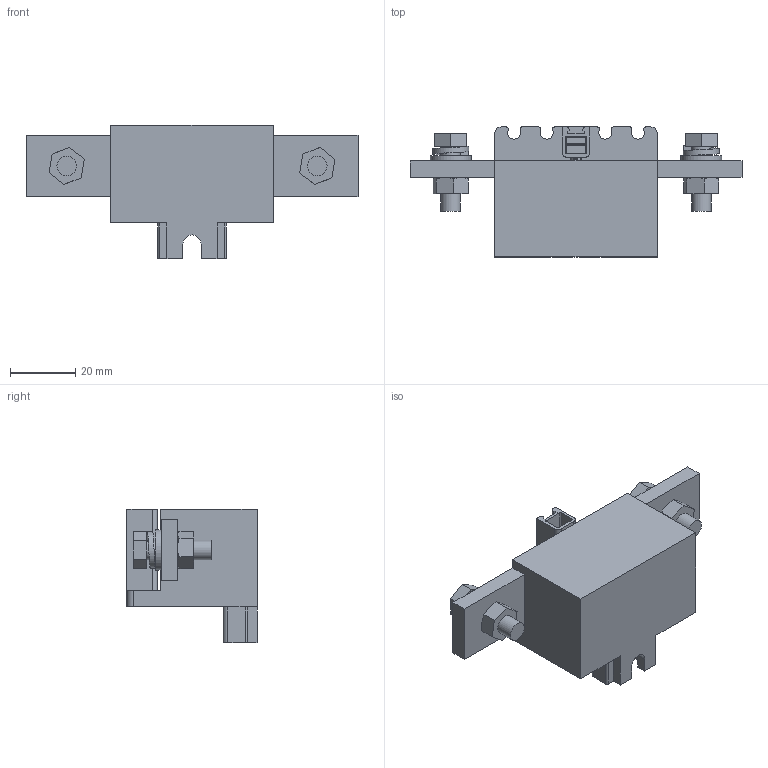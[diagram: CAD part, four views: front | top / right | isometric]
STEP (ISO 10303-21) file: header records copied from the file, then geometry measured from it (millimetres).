
FILE_DESCRIPTION(/* description */ ('Unknown'),/* implementation_level */ '2;1');
FILE_NAME(/* name */ 'PAT100XL_3D_SOLID',/* time_stamp */ '2024-12-28T15:26:20+06:00',/* author */ ('Unknown'),/* organization */ ('Unknown'),/* preprocessor_version */ 'ST-DEVELOPER v16.7',/* originating_system */ 'Solid Edge',/* authorisation */ 'Unknown');
FILE_SCHEMA (('AUTOMOTIVE_DESIGN {1 0 10303 214 3 1 1}'));
Length unit declared in the file: millimetre
Products named in the file (1): PAT100XL
Bounding box: 102 x 40 x 41 mm (x, y, z)
Volume: 56681.1 mm3; surface area: 16360.2 mm2
Topology: 1 solids, 2 shells, 357 faces, 932 edges, 588 vertices
Faces by surface type: plane 188, cylinder 126, sphere 18, torus 12, cone 8, bspline 5
Full cylindrical faces by diameter (mm): 1.6 x2, 2 x2, 3.5 x4, 6 x6, 6.5 x2, 6.6 x2, 12.5 x2
Entity records: 13149 total; most frequent: CARTESIAN_POINT 2174, DIRECTION 1743, ORIENTED_EDGE 1732, EDGE_CURVE 866, AXIS2_PLACEMENT_3D 626, VERTEX_POINT 572, LINE 491, VECTOR 491
